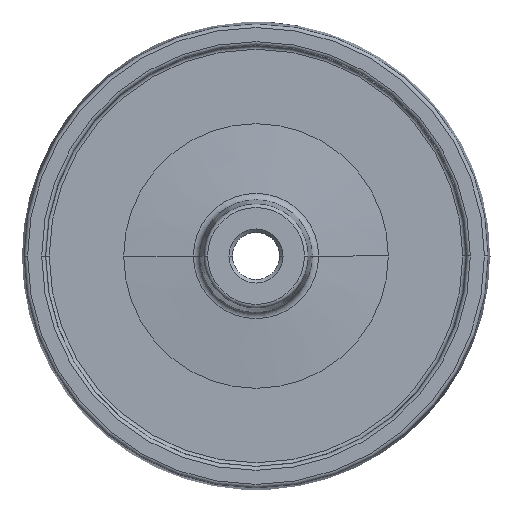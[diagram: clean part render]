
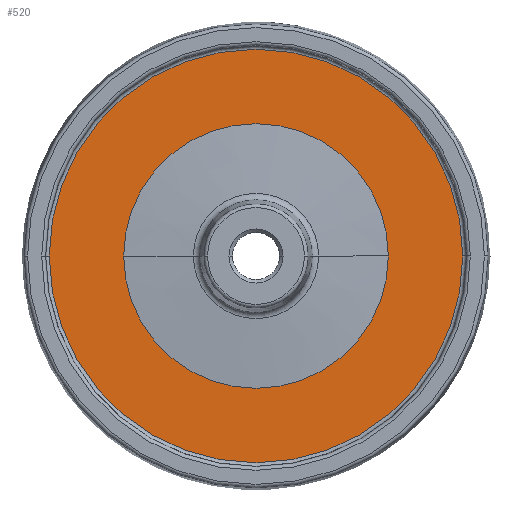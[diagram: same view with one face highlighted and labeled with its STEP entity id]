
A CAD part, left-side view. The second image highlights one B-rep face of the part: STEP entity #520.
In plain terms, the highlighted planar face has unit normal (-1, 0, 0).
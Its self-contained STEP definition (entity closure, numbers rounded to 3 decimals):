
#1 = EDGE_CURVE ( 'NONE', #362, #266, #1158, .T. ) ;
#53 = ORIENTED_EDGE ( 'NONE', *, *, #226, .T. ) ;
#66 = ORIENTED_EDGE ( 'NONE', *, *, #1, .T. ) ;
#127 = DIRECTION ( 'NONE',  ( 0., 1., 0. ) ) ;
#139 = CARTESIAN_POINT ( 'NONE',  ( -5., 0., 0. ) ) ;
#153 = AXIS2_PLACEMENT_3D ( 'NONE', #703, #805, #127 ) ;
#163 = EDGE_LOOP ( 'NONE', ( #844, #779 ) ) ;
#174 = DIRECTION ( 'NONE',  ( 0., 1., 0. ) ) ;
#187 = CARTESIAN_POINT ( 'NONE',  ( -5., 88.264, 0. ) ) ;
#226 = EDGE_CURVE ( 'NONE', #266, #362, #311, .T. ) ;
#252 = VERTEX_POINT ( 'NONE', #748 ) ;
#266 = VERTEX_POINT ( 'NONE', #187 ) ;
#291 = AXIS2_PLACEMENT_3D ( 'NONE', #905, #709, #623 ) ;
#311 = CIRCLE ( 'NONE', #875, 88.264 ) ;
#335 = PLANE ( 'NONE',  #153 ) ;
#362 = VERTEX_POINT ( 'NONE', #954 ) ;
#375 = CIRCLE ( 'NONE', #291, 56.5 ) ;
#384 = CARTESIAN_POINT ( 'NONE',  ( -5., 0., 0. ) ) ;
#450 = DIRECTION ( 'NONE',  ( -1., 0., 0. ) ) ;
#484 = EDGE_CURVE ( 'NONE', #756, #252, #375, .T. ) ;
#514 = DIRECTION ( 'NONE',  ( -1., 0., 0. ) ) ;
#520 = ADVANCED_FACE ( 'NONE', ( #799, #819 ), #335, .F. ) ;
#623 = DIRECTION ( 'NONE',  ( 0., -1., 0. ) ) ;
#655 = DIRECTION ( 'NONE',  ( -1., 0., 0. ) ) ;
#703 = CARTESIAN_POINT ( 'NONE',  ( -5., 89.738, 0. ) ) ;
#707 = CARTESIAN_POINT ( 'NONE',  ( -5., 0., 0. ) ) ;
#709 = DIRECTION ( 'NONE',  ( -1., 0., 0. ) ) ;
#744 = CARTESIAN_POINT ( 'NONE',  ( -5., 56.5, 0. ) ) ;
#748 = CARTESIAN_POINT ( 'NONE',  ( -5., -56.5, 0. ) ) ;
#756 = VERTEX_POINT ( 'NONE', #744 ) ;
#779 = ORIENTED_EDGE ( 'NONE', *, *, #1213, .F. ) ;
#799 = FACE_OUTER_BOUND ( 'NONE', #955, .T. ) ;
#805 = DIRECTION ( 'NONE',  ( 1., 0., 0. ) ) ;
#811 = AXIS2_PLACEMENT_3D ( 'NONE', #139, #514, #1069 ) ;
#819 = FACE_BOUND ( 'NONE', #163, .T. ) ;
#829 = DIRECTION ( 'NONE',  ( 0., -1., 0. ) ) ;
#843 = CIRCLE ( 'NONE', #1248, 56.5 ) ;
#844 = ORIENTED_EDGE ( 'NONE', *, *, #484, .F. ) ;
#875 = AXIS2_PLACEMENT_3D ( 'NONE', #384, #450, #174 ) ;
#905 = CARTESIAN_POINT ( 'NONE',  ( -5., 0., 0. ) ) ;
#954 = CARTESIAN_POINT ( 'NONE',  ( -5., -88.264, 0. ) ) ;
#955 = EDGE_LOOP ( 'NONE', ( #53, #66 ) ) ;
#1069 = DIRECTION ( 'NONE',  ( 0., 1., 0. ) ) ;
#1158 = CIRCLE ( 'NONE', #811, 88.264 ) ;
#1213 = EDGE_CURVE ( 'NONE', #252, #756, #843, .T. ) ;
#1248 = AXIS2_PLACEMENT_3D ( 'NONE', #707, #655, #829 ) ;
